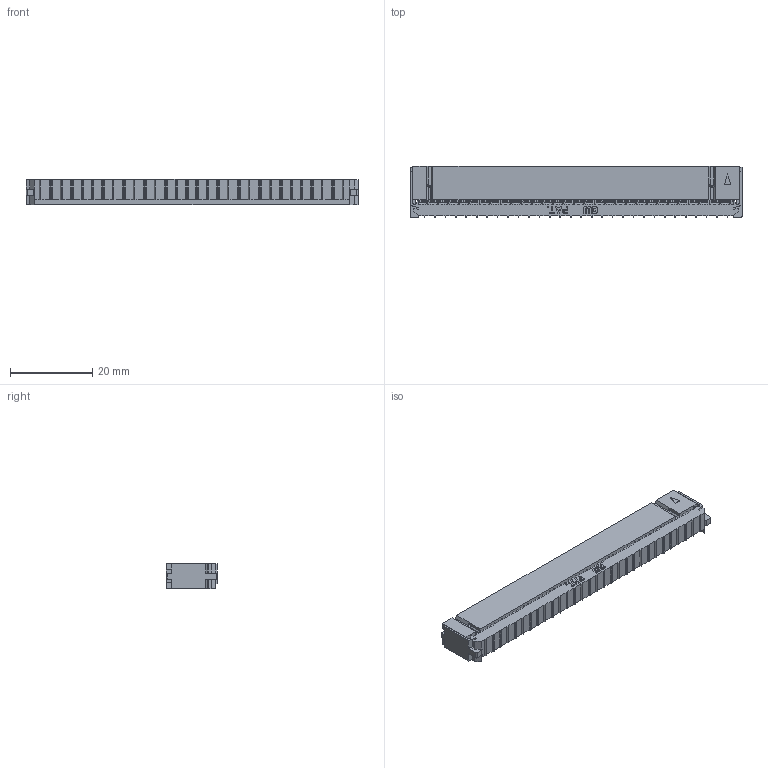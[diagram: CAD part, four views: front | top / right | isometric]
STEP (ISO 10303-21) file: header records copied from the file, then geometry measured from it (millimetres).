
FILE_DESCRIPTION(/* description */ (''),/* implementation_level */ '2;1');
FILE_NAME(/* name */ 'CWR-220-60_3D Model.stp',/* time_stamp */ '2023-11-27T12:00:37-05:00',/* author */ ('dwiltbank'),/* organization */ (''),/* preprocessor_version */ 'ST-DEVELOPER v19.2',/* originating_system */ 'Autodesk Inventor 2024',/* authorisation */ '');
FILE_SCHEMA (('AUTOMOTIVE_DESIGN { 1 0 10303 214 3 1 1 }'));
Products named in the file (1): CWR-220-60_Simplify_1
Bounding box: 80.7 x 12.43 x 6.23 mm (x, y, z)
Volume: 4256.8 mm3; surface area: 9307.1 mm2
Topology: 1 solids, 1 shells, 7394 faces, 20090 edges, 12406 vertices
Faces by surface type: plane 5260, cylinder 1527, bspline 607
Entity records: 243378 total; most frequent: CARTESIAN_POINT 52758, ORIENTED_EDGE 40180, DIRECTION 34502, EDGE_CURVE 20090, LINE 16826, VECTOR 16826, VERTEX_POINT 12406, AXIS2_PLACEMENT_3D 8838
